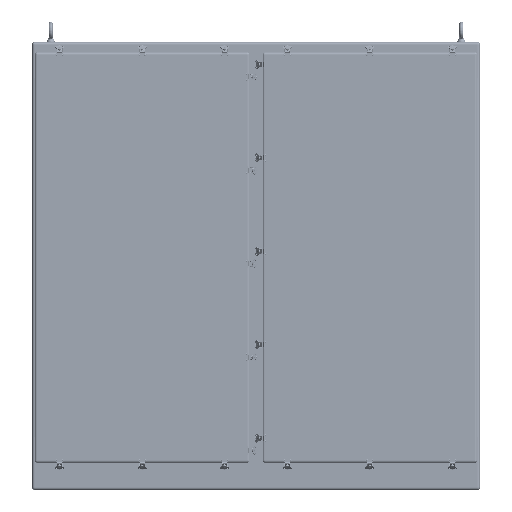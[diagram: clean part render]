
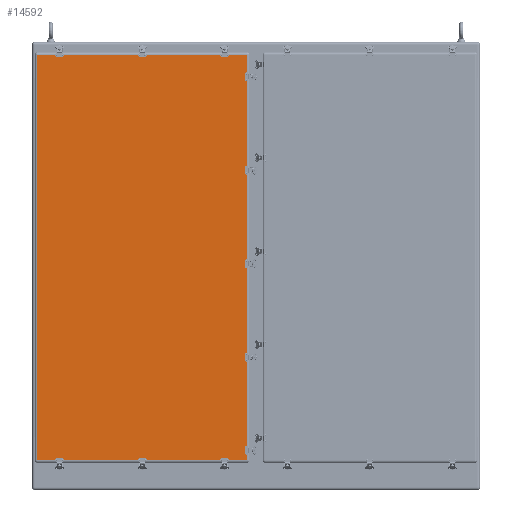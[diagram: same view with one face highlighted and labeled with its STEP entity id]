
A CAD part, top view. The second image highlights one B-rep face of the part: STEP entity #14592.
In plain terms, the highlighted planar face has unit normal (0, 0, 1).
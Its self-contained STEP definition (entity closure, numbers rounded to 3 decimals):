
#2270=LINE($,#25533,#2994);
#2272=LINE($,#25541,#2996);
#2274=LINE($,#25549,#2998);
#2276=LINE($,#25558,#3000);
#2994=VECTOR($,#18963,65.75);
#2996=VECTOR($,#18971,34.);
#2998=VECTOR($,#18979,65.75);
#3000=VECTOR($,#18991,34.);
#4268=FACE_BOUND($,#6077,.T.);
#4269=FACE_BOUND($,#6078,.T.);
#4270=FACE_BOUND($,#6079,.T.);
#4271=FACE_BOUND($,#6080,.T.);
#4272=FACE_BOUND($,#6081,.T.);
#4273=FACE_BOUND($,#6082,.T.);
#4274=FACE_BOUND($,#6083,.T.);
#4275=FACE_BOUND($,#6084,.T.);
#4276=FACE_BOUND($,#6085,.T.);
#4277=FACE_BOUND($,#6086,.T.);
#4278=FACE_BOUND($,#6087,.T.);
#4279=FACE_BOUND($,#6088,.T.);
#4280=FACE_BOUND($,#6089,.T.);
#4281=FACE_BOUND($,#6090,.T.);
#4282=FACE_BOUND($,#6091,.T.);
#4283=FACE_BOUND($,#6092,.T.);
#4284=FACE_BOUND($,#6093,.T.);
#4285=FACE_BOUND($,#6094,.T.);
#4286=FACE_BOUND($,#6095,.T.);
#4287=FACE_BOUND($,#6096,.T.);
#4288=FACE_BOUND($,#6097,.T.);
#4289=FACE_BOUND($,#6098,.T.);
#4951=FACE_OUTER_BOUND($,#6076,.T.);
#6076=EDGE_LOOP($,(#11828,#11829,#11830,#11831));
#6077=EDGE_LOOP($,(#11832));
#6078=EDGE_LOOP($,(#11833));
#6079=EDGE_LOOP($,(#11834));
#6080=EDGE_LOOP($,(#11835));
#6081=EDGE_LOOP($,(#11836));
#6082=EDGE_LOOP($,(#11837));
#6083=EDGE_LOOP($,(#11838));
#6084=EDGE_LOOP($,(#11839));
#6085=EDGE_LOOP($,(#11840));
#6086=EDGE_LOOP($,(#11841));
#6087=EDGE_LOOP($,(#11842));
#6088=EDGE_LOOP($,(#11843));
#6089=EDGE_LOOP($,(#11844));
#6090=EDGE_LOOP($,(#11845));
#6091=EDGE_LOOP($,(#11846));
#6092=EDGE_LOOP($,(#11847));
#6093=EDGE_LOOP($,(#11848));
#6094=EDGE_LOOP($,(#11849));
#6095=EDGE_LOOP($,(#11850));
#6096=EDGE_LOOP($,(#11851));
#6097=EDGE_LOOP($,(#11852));
#6098=EDGE_LOOP($,(#11853));
#7087=CIRCLE($,#15757,0.063);
#7089=CIRCLE($,#15760,0.063);
#7091=CIRCLE($,#15763,0.063);
#7093=CIRCLE($,#15766,0.063);
#7095=CIRCLE($,#15769,0.063);
#7097=CIRCLE($,#15772,0.063);
#7099=CIRCLE($,#15775,0.063);
#7101=CIRCLE($,#15778,0.063);
#7103=CIRCLE($,#15781,0.063);
#7105=CIRCLE($,#15784,0.063);
#7107=CIRCLE($,#15787,0.063);
#7109=CIRCLE($,#15790,0.063);
#7111=CIRCLE($,#15793,0.063);
#7113=CIRCLE($,#15796,0.063);
#7115=CIRCLE($,#15799,0.063);
#7117=CIRCLE($,#15802,0.063);
#7119=CIRCLE($,#15805,0.063);
#7121=CIRCLE($,#15808,0.063);
#7123=CIRCLE($,#15811,0.063);
#7125=CIRCLE($,#15814,0.063);
#7127=CIRCLE($,#15817,0.063);
#7129=CIRCLE($,#15820,0.063);
#7942=VERTEX_POINT($,#25249);
#7944=VERTEX_POINT($,#25254);
#7946=VERTEX_POINT($,#25259);
#7948=VERTEX_POINT($,#25264);
#7950=VERTEX_POINT($,#25269);
#7952=VERTEX_POINT($,#25274);
#7954=VERTEX_POINT($,#25279);
#7956=VERTEX_POINT($,#25284);
#7958=VERTEX_POINT($,#25289);
#7960=VERTEX_POINT($,#25294);
#7962=VERTEX_POINT($,#25299);
#7964=VERTEX_POINT($,#25304);
#7966=VERTEX_POINT($,#25309);
#7968=VERTEX_POINT($,#25314);
#7970=VERTEX_POINT($,#25319);
#7972=VERTEX_POINT($,#25324);
#7974=VERTEX_POINT($,#25329);
#7976=VERTEX_POINT($,#25334);
#7978=VERTEX_POINT($,#25339);
#7980=VERTEX_POINT($,#25344);
#7982=VERTEX_POINT($,#25349);
#7984=VERTEX_POINT($,#25354);
#8043=VERTEX_POINT($,#25530);
#8044=VERTEX_POINT($,#25532);
#8047=VERTEX_POINT($,#25540);
#8050=VERTEX_POINT($,#25548);
#9344=EDGE_CURVE($,#7942,#7942,#7087,.T.);
#9346=EDGE_CURVE($,#7944,#7944,#7089,.T.);
#9348=EDGE_CURVE($,#7946,#7946,#7091,.T.);
#9350=EDGE_CURVE($,#7948,#7948,#7093,.T.);
#9352=EDGE_CURVE($,#7950,#7950,#7095,.T.);
#9354=EDGE_CURVE($,#7952,#7952,#7097,.T.);
#9356=EDGE_CURVE($,#7954,#7954,#7099,.T.);
#9358=EDGE_CURVE($,#7956,#7956,#7101,.T.);
#9360=EDGE_CURVE($,#7958,#7958,#7103,.T.);
#9362=EDGE_CURVE($,#7960,#7960,#7105,.T.);
#9364=EDGE_CURVE($,#7962,#7962,#7107,.T.);
#9366=EDGE_CURVE($,#7964,#7964,#7109,.T.);
#9368=EDGE_CURVE($,#7966,#7966,#7111,.T.);
#9370=EDGE_CURVE($,#7968,#7968,#7113,.T.);
#9372=EDGE_CURVE($,#7970,#7970,#7115,.T.);
#9374=EDGE_CURVE($,#7972,#7972,#7117,.T.);
#9376=EDGE_CURVE($,#7974,#7974,#7119,.T.);
#9378=EDGE_CURVE($,#7976,#7976,#7121,.T.);
#9380=EDGE_CURVE($,#7978,#7978,#7123,.T.);
#9382=EDGE_CURVE($,#7980,#7980,#7125,.T.);
#9384=EDGE_CURVE($,#7982,#7982,#7127,.T.);
#9386=EDGE_CURVE($,#7984,#7984,#7129,.T.);
#9468=EDGE_CURVE($,#8043,#8044,#2270,.T.);
#9472=EDGE_CURVE($,#8044,#8047,#2272,.T.);
#9476=EDGE_CURVE($,#8047,#8050,#2274,.T.);
#9481=EDGE_CURVE($,#8050,#8043,#2276,.T.);
#11828=ORIENTED_EDGE($,*,*,#9468,.F.);
#11829=ORIENTED_EDGE($,*,*,#9481,.F.);
#11830=ORIENTED_EDGE($,*,*,#9476,.F.);
#11831=ORIENTED_EDGE($,*,*,#9472,.F.);
#11832=ORIENTED_EDGE($,*,*,#9344,.T.);
#11833=ORIENTED_EDGE($,*,*,#9346,.T.);
#11834=ORIENTED_EDGE($,*,*,#9348,.T.);
#11835=ORIENTED_EDGE($,*,*,#9350,.T.);
#11836=ORIENTED_EDGE($,*,*,#9352,.T.);
#11837=ORIENTED_EDGE($,*,*,#9354,.T.);
#11838=ORIENTED_EDGE($,*,*,#9356,.T.);
#11839=ORIENTED_EDGE($,*,*,#9358,.T.);
#11840=ORIENTED_EDGE($,*,*,#9360,.T.);
#11841=ORIENTED_EDGE($,*,*,#9362,.T.);
#11842=ORIENTED_EDGE($,*,*,#9364,.T.);
#11843=ORIENTED_EDGE($,*,*,#9366,.T.);
#11844=ORIENTED_EDGE($,*,*,#9368,.T.);
#11845=ORIENTED_EDGE($,*,*,#9370,.T.);
#11846=ORIENTED_EDGE($,*,*,#9372,.T.);
#11847=ORIENTED_EDGE($,*,*,#9374,.T.);
#11848=ORIENTED_EDGE($,*,*,#9376,.T.);
#11849=ORIENTED_EDGE($,*,*,#9378,.T.);
#11850=ORIENTED_EDGE($,*,*,#9380,.T.);
#11851=ORIENTED_EDGE($,*,*,#9382,.T.);
#11852=ORIENTED_EDGE($,*,*,#9384,.T.);
#11853=ORIENTED_EDGE($,*,*,#9386,.T.);
#14042=PLANE($,#15927);
#14592=ADVANCED_FACE($,(#4951,#4268,#4269,#4270,#4271,#4272,#4273,#4274,
#4275,#4276,#4277,#4278,#4279,#4280,#4281,#4282,#4283,#4284,#4285,#4286,
#4287,#4288,#4289),#14042,.T.);
#15757=AXIS2_PLACEMENT_3D($,#25250,#18636,#18637);
#15760=AXIS2_PLACEMENT_3D($,#25255,#18642,#18643);
#15763=AXIS2_PLACEMENT_3D($,#25260,#18648,#18649);
#15766=AXIS2_PLACEMENT_3D($,#25265,#18654,#18655);
#15769=AXIS2_PLACEMENT_3D($,#25270,#18660,#18661);
#15772=AXIS2_PLACEMENT_3D($,#25275,#18666,#18667);
#15775=AXIS2_PLACEMENT_3D($,#25280,#18672,#18673);
#15778=AXIS2_PLACEMENT_3D($,#25285,#18678,#18679);
#15781=AXIS2_PLACEMENT_3D($,#25290,#18684,#18685);
#15784=AXIS2_PLACEMENT_3D($,#25295,#18690,#18691);
#15787=AXIS2_PLACEMENT_3D($,#25300,#18696,#18697);
#15790=AXIS2_PLACEMENT_3D($,#25305,#18702,#18703);
#15793=AXIS2_PLACEMENT_3D($,#25310,#18708,#18709);
#15796=AXIS2_PLACEMENT_3D($,#25315,#18714,#18715);
#15799=AXIS2_PLACEMENT_3D($,#25320,#18720,#18721);
#15802=AXIS2_PLACEMENT_3D($,#25325,#18726,#18727);
#15805=AXIS2_PLACEMENT_3D($,#25330,#18732,#18733);
#15808=AXIS2_PLACEMENT_3D($,#25335,#18738,#18739);
#15811=AXIS2_PLACEMENT_3D($,#25340,#18744,#18745);
#15814=AXIS2_PLACEMENT_3D($,#25345,#18750,#18751);
#15817=AXIS2_PLACEMENT_3D($,#25350,#18756,#18757);
#15820=AXIS2_PLACEMENT_3D($,#25355,#18762,#18763);
#15927=AXIS2_PLACEMENT_3D($,#25586,#19026,#19027);
#18636=DIRECTION('center_axis',(0.,0.,-1.));
#18637=DIRECTION('ref_axis',(1.,0.,0.));
#18642=DIRECTION('center_axis',(0.,0.,-1.));
#18643=DIRECTION('ref_axis',(1.,0.,0.));
#18648=DIRECTION('center_axis',(0.,0.,-1.));
#18649=DIRECTION('ref_axis',(1.,0.,0.));
#18654=DIRECTION('center_axis',(0.,0.,-1.));
#18655=DIRECTION('ref_axis',(1.,0.,0.));
#18660=DIRECTION('center_axis',(0.,0.,-1.));
#18661=DIRECTION('ref_axis',(1.,0.,0.));
#18666=DIRECTION('center_axis',(0.,0.,-1.));
#18667=DIRECTION('ref_axis',(1.,0.,0.));
#18672=DIRECTION('center_axis',(0.,0.,-1.));
#18673=DIRECTION('ref_axis',(1.,0.,0.));
#18678=DIRECTION('center_axis',(0.,0.,-1.));
#18679=DIRECTION('ref_axis',(1.,0.,0.));
#18684=DIRECTION('center_axis',(0.,0.,-1.));
#18685=DIRECTION('ref_axis',(1.,0.,0.));
#18690=DIRECTION('center_axis',(0.,0.,-1.));
#18691=DIRECTION('ref_axis',(1.,0.,0.));
#18696=DIRECTION('center_axis',(0.,0.,-1.));
#18697=DIRECTION('ref_axis',(1.,0.,0.));
#18702=DIRECTION('center_axis',(0.,0.,-1.));
#18703=DIRECTION('ref_axis',(1.,0.,0.));
#18708=DIRECTION('center_axis',(0.,0.,-1.));
#18709=DIRECTION('ref_axis',(1.,0.,0.));
#18714=DIRECTION('center_axis',(0.,0.,-1.));
#18715=DIRECTION('ref_axis',(1.,0.,0.));
#18720=DIRECTION('center_axis',(0.,0.,-1.));
#18721=DIRECTION('ref_axis',(1.,0.,0.));
#18726=DIRECTION('center_axis',(0.,0.,-1.));
#18727=DIRECTION('ref_axis',(1.,0.,0.));
#18732=DIRECTION('center_axis',(0.,0.,-1.));
#18733=DIRECTION('ref_axis',(1.,0.,0.));
#18738=DIRECTION('center_axis',(0.,0.,-1.));
#18739=DIRECTION('ref_axis',(1.,0.,0.));
#18744=DIRECTION('center_axis',(0.,0.,-1.));
#18745=DIRECTION('ref_axis',(1.,0.,0.));
#18750=DIRECTION('center_axis',(0.,0.,-1.));
#18751=DIRECTION('ref_axis',(1.,0.,0.));
#18756=DIRECTION('center_axis',(0.,0.,-1.));
#18757=DIRECTION('ref_axis',(1.,0.,0.));
#18762=DIRECTION('center_axis',(0.,0.,-1.));
#18763=DIRECTION('ref_axis',(1.,0.,0.));
#18963=DIRECTION($,(0.,-1.,0.));
#18971=DIRECTION($,(-1.,0.,0.));
#18979=DIRECTION($,(0.,1.,0.));
#18991=DIRECTION($,(1.,0.,0.));
#19026=DIRECTION('center_axis',(0.,0.,1.));
#19027=DIRECTION('ref_axis',(1.,0.,0.));
#25249=CARTESIAN_POINT('',(12.965,32.79,1.125));
#25250=CARTESIAN_POINT('Origin',(12.903,32.79,1.125));
#25254=CARTESIAN_POINT('',(13.91,32.79,1.125));
#25255=CARTESIAN_POINT('Origin',(13.848,32.79,1.125));
#25259=CARTESIAN_POINT('',(-0.41,32.79,1.125));
#25260=CARTESIAN_POINT('Origin',(-0.472,32.79,1.125));
#25264=CARTESIAN_POINT('',(0.535,32.79,1.125));
#25265=CARTESIAN_POINT('Origin',(0.473,32.79,1.125));
#25269=CARTESIAN_POINT('',(12.965,-32.79,1.125));
#25270=CARTESIAN_POINT('Origin',(12.903,-32.79,1.125));
#25274=CARTESIAN_POINT('',(13.91,-32.79,1.125));
#25275=CARTESIAN_POINT('Origin',(13.848,-32.79,1.125));
#25279=CARTESIAN_POINT('',(-0.41,-32.79,1.125));
#25280=CARTESIAN_POINT('Origin',(-0.472,-32.79,1.125));
#25284=CARTESIAN_POINT('',(0.535,-32.79,1.125));
#25285=CARTESIAN_POINT('Origin',(0.473,-32.79,1.125));
#25289=CARTESIAN_POINT('',(-13.785,32.79,1.125));
#25290=CARTESIAN_POINT('Origin',(-13.848,32.79,1.125));
#25294=CARTESIAN_POINT('',(-12.84,32.79,1.125));
#25295=CARTESIAN_POINT('Origin',(-12.903,32.79,1.125));
#25299=CARTESIAN_POINT('',(-13.785,-32.79,1.125));
#25300=CARTESIAN_POINT('Origin',(-13.848,-32.79,1.125));
#25304=CARTESIAN_POINT('',(-12.84,-32.79,1.125));
#25305=CARTESIAN_POINT('Origin',(-12.903,-32.79,1.125));
#25309=CARTESIAN_POINT('',(16.978,29.723,1.125));
#25310=CARTESIAN_POINT('Origin',(16.915,29.723,1.125));
#25314=CARTESIAN_POINT('',(16.978,28.778,1.125));
#25315=CARTESIAN_POINT('Origin',(16.915,28.778,1.125));
#25319=CARTESIAN_POINT('',(16.978,14.598,1.125));
#25320=CARTESIAN_POINT('Origin',(16.915,14.598,1.125));
#25324=CARTESIAN_POINT('',(16.978,13.653,1.125));
#25325=CARTESIAN_POINT('Origin',(16.915,13.653,1.125));
#25329=CARTESIAN_POINT('',(16.978,-0.527,1.125));
#25330=CARTESIAN_POINT('Origin',(16.915,-0.527,1.125));
#25334=CARTESIAN_POINT('',(16.978,-1.472,1.125));
#25335=CARTESIAN_POINT('Origin',(16.915,-1.472,1.125));
#25339=CARTESIAN_POINT('',(16.978,-15.653,1.125));
#25340=CARTESIAN_POINT('Origin',(16.915,-15.653,1.125));
#25344=CARTESIAN_POINT('',(16.978,-16.598,1.125));
#25345=CARTESIAN_POINT('Origin',(16.915,-16.598,1.125));
#25349=CARTESIAN_POINT('',(16.978,-30.778,1.125));
#25350=CARTESIAN_POINT('Origin',(16.915,-30.778,1.125));
#25354=CARTESIAN_POINT('',(16.978,-31.723,1.125));
#25355=CARTESIAN_POINT('Origin',(16.915,-31.723,1.125));
#25530=CARTESIAN_POINT('',(17.,32.875,1.125));
#25532=CARTESIAN_POINT('',(17.,-32.875,1.125));
#25533=CARTESIAN_POINT($,(17.,32.875,1.125));
#25540=CARTESIAN_POINT('',(-17.,-32.875,1.125));
#25541=CARTESIAN_POINT($,(17.,-32.875,1.125));
#25548=CARTESIAN_POINT('',(-17.,32.875,1.125));
#25549=CARTESIAN_POINT($,(-17.,-32.875,1.125));
#25558=CARTESIAN_POINT($,(-17.,32.875,1.125));
#25586=CARTESIAN_POINT('Origin',(0.,0.,1.125));
